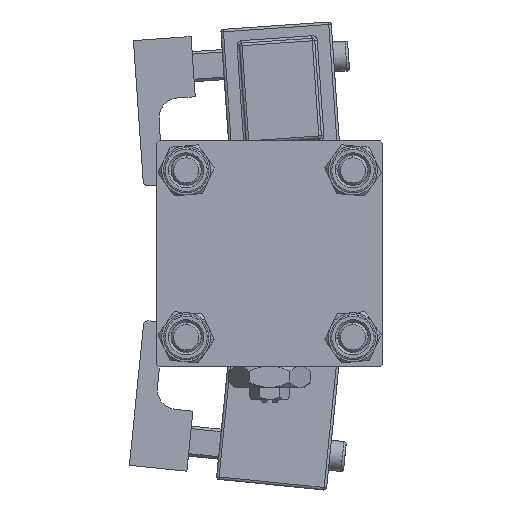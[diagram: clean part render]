
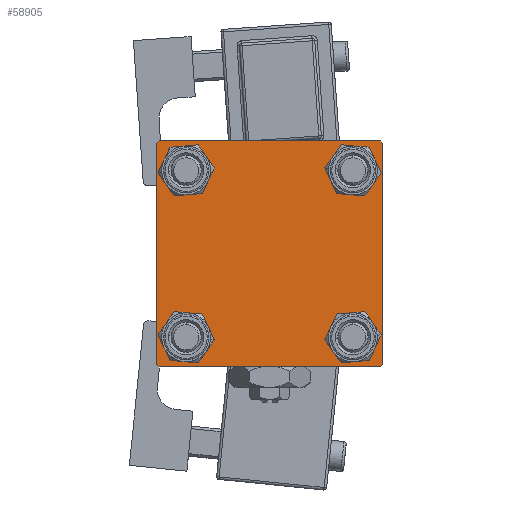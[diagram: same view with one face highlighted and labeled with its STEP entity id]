
A CAD part, left-side view. The second image highlights one B-rep face of the part: STEP entity #58905.
In plain terms, the highlighted planar face has unit normal (-1, 0, 0).
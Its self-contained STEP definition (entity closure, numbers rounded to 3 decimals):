
#538 = EDGE_LOOP ( 'NONE', ( #29571, #26846 ) ) ;
#858 = VERTEX_POINT ( 'NONE', #13205 ) ;
#1405 = CARTESIAN_POINT ( 'NONE',  ( 0., 16.6, 16.6 ) ) ;
#1713 = AXIS2_PLACEMENT_3D ( 'NONE', #57488, #42910, #24179 ) ;
#1794 = DIRECTION ( 'NONE',  ( 1., 0., 0. ) ) ;
#2630 = AXIS2_PLACEMENT_3D ( 'NONE', #13178, #23826, #27718 ) ;
#3384 = VECTOR ( 'NONE', #47198, 1000. ) ;
#3414 = EDGE_CURVE ( 'NONE', #28053, #18136, #46127, .T. ) ;
#3681 = CARTESIAN_POINT ( 'NONE',  ( 0., -22., -22.5 ) ) ;
#3726 = CARTESIAN_POINT ( 'NONE',  ( 0., 22., -22.5 ) ) ;
#4600 = CARTESIAN_POINT ( 'NONE',  ( 0., -22.5, 22. ) ) ;
#4922 = LINE ( 'NONE', #40107, #55232 ) ;
#5342 = EDGE_CURVE ( 'NONE', #24125, #18136, #7794, .T. ) ;
#6449 = LINE ( 'NONE', #54955, #60547 ) ;
#6658 = CIRCLE ( 'NONE', #60356, 3.5 ) ;
#7126 = ORIENTED_EDGE ( 'NONE', *, *, #24724, .T. ) ;
#7129 = AXIS2_PLACEMENT_3D ( 'NONE', #25339, #56329, #41437 ) ;
#7453 = LINE ( 'NONE', #46851, #62293 ) ;
#7503 = EDGE_CURVE ( 'NONE', #57407, #16169, #7453, .T. ) ;
#7570 = LINE ( 'NONE', #52160, #31183 ) ;
#7794 = LINE ( 'NONE', #51421, #3384 ) ;
#7881 = CARTESIAN_POINT ( 'NONE',  ( 0., 16.6, 13.1 ) ) ;
#8458 = DIRECTION ( 'NONE',  ( 0., 0., 1. ) ) ;
#8649 = VECTOR ( 'NONE', #50998, 1000. ) ;
#9035 = VERTEX_POINT ( 'NONE', #16357 ) ;
#9320 = EDGE_CURVE ( 'NONE', #29582, #55023, #6658, .T. ) ;
#9839 = CIRCLE ( 'NONE', #2630, 3.5 ) ;
#9969 = VECTOR ( 'NONE', #48479, 1000. ) ;
#10583 = AXIS2_PLACEMENT_3D ( 'NONE', #22668, #55973, #27193 ) ;
#12251 = ORIENTED_EDGE ( 'NONE', *, *, #3414, .T. ) ;
#12328 = VERTEX_POINT ( 'NONE', #47289 ) ;
#12331 = FACE_BOUND ( 'NONE', #538, .T. ) ;
#13178 = CARTESIAN_POINT ( 'NONE',  ( 0., -16.6, 16.6 ) ) ;
#13205 = CARTESIAN_POINT ( 'NONE',  ( 0., -16.6, 20.1 ) ) ;
#13305 = DIRECTION ( 'NONE',  ( 1., 0., 0. ) ) ;
#13417 = EDGE_CURVE ( 'NONE', #16169, #28053, #6449, .T. ) ;
#13556 = EDGE_CURVE ( 'NONE', #22713, #858, #15154, .T. ) ;
#15154 = CIRCLE ( 'NONE', #1713, 3.5 ) ;
#16169 = VERTEX_POINT ( 'NONE', #3726 ) ;
#16357 = CARTESIAN_POINT ( 'NONE',  ( 0., -16.6, -20.1 ) ) ;
#17473 = DIRECTION ( 'NONE',  ( 0., -0.707, -0.707 ) ) ;
#18136 = VERTEX_POINT ( 'NONE', #43389 ) ;
#19107 = DIRECTION ( 'NONE',  ( 1., 0., 0. ) ) ;
#19522 = AXIS2_PLACEMENT_3D ( 'NONE', #55467, #1794, #31514 ) ;
#19644 = CIRCLE ( 'NONE', #58868, 3.5 ) ;
#19734 = DIRECTION ( 'NONE',  ( 0., -1., 0. ) ) ;
#20273 = CARTESIAN_POINT ( 'NONE',  ( 0., 16.6, -13.1 ) ) ;
#21002 = CARTESIAN_POINT ( 'NONE',  ( 0., 22.5, -22. ) ) ;
#21106 = EDGE_CURVE ( 'NONE', #9035, #32262, #46315, .T. ) ;
#21320 = VERTEX_POINT ( 'NONE', #20273 ) ;
#22349 = FACE_BOUND ( 'NONE', #42108, .T. ) ;
#22626 = CARTESIAN_POINT ( 'NONE',  ( 0., 22., 22.5 ) ) ;
#22668 = CARTESIAN_POINT ( 'NONE',  ( 0., 0., 0. ) ) ;
#22713 = VERTEX_POINT ( 'NONE', #46031 ) ;
#23687 = EDGE_LOOP ( 'NONE', ( #7126, #48295 ) ) ;
#23826 = DIRECTION ( 'NONE',  ( 1., 0., 0. ) ) ;
#23932 = CARTESIAN_POINT ( 'NONE',  ( 0., -22., 22.5 ) ) ;
#24125 = VERTEX_POINT ( 'NONE', #4600 ) ;
#24179 = DIRECTION ( 'NONE',  ( 0., 0., 1. ) ) ;
#24230 = EDGE_CURVE ( 'NONE', #12328, #57407, #4922, .T. ) ;
#24669 = EDGE_CURVE ( 'NONE', #42574, #12328, #36122, .T. ) ;
#24679 = AXIS2_PLACEMENT_3D ( 'NONE', #40115, #35270, #25267 ) ;
#24724 = EDGE_CURVE ( 'NONE', #858, #22713, #9839, .T. ) ;
#24810 = ORIENTED_EDGE ( 'NONE', *, *, #37569, .T. ) ;
#25267 = DIRECTION ( 'NONE',  ( 0., 0., 1. ) ) ;
#25339 = CARTESIAN_POINT ( 'NONE',  ( 0., 16.6, -16.6 ) ) ;
#26846 = ORIENTED_EDGE ( 'NONE', *, *, #44302, .T. ) ;
#27193 = DIRECTION ( 'NONE',  ( 0., 0., 1. ) ) ;
#27718 = DIRECTION ( 'NONE',  ( 0., 0., 1. ) ) ;
#28053 = VERTEX_POINT ( 'NONE', #3681 ) ;
#28603 = EDGE_LOOP ( 'NONE', ( #33247, #49036, #33509, #12251, #35457, #52154, #60695, #61582 ) ) ;
#29571 = ORIENTED_EDGE ( 'NONE', *, *, #9320, .T. ) ;
#29582 = VERTEX_POINT ( 'NONE', #53929 ) ;
#30833 = DIRECTION ( 'NONE',  ( 1., 0., 0. ) ) ;
#31183 = VECTOR ( 'NONE', #32436, 1000. ) ;
#31225 = EDGE_CURVE ( 'NONE', #24125, #56182, #38781, .T. ) ;
#31514 = DIRECTION ( 'NONE',  ( 0., 0., 1. ) ) ;
#31602 = DIRECTION ( 'NONE',  ( 0., 0.707, -0.707 ) ) ;
#32262 = VERTEX_POINT ( 'NONE', #59167 ) ;
#32436 = DIRECTION ( 'NONE',  ( 0., -1., 0. ) ) ;
#33247 = ORIENTED_EDGE ( 'NONE', *, *, #24230, .T. ) ;
#33509 = ORIENTED_EDGE ( 'NONE', *, *, #13417, .T. ) ;
#33620 = CARTESIAN_POINT ( 'NONE',  ( 0., -22.25, 22.25 ) ) ;
#34821 = ORIENTED_EDGE ( 'NONE', *, *, #21106, .T. ) ;
#35007 = CIRCLE ( 'NONE', #7129, 3.5 ) ;
#35270 = DIRECTION ( 'NONE',  ( 1., 0., 0. ) ) ;
#35457 = ORIENTED_EDGE ( 'NONE', *, *, #5342, .F. ) ;
#36122 = LINE ( 'NONE', #61670, #43845 ) ;
#36236 = FACE_BOUND ( 'NONE', #23687, .T. ) ;
#37569 = EDGE_CURVE ( 'NONE', #32262, #9035, #50509, .T. ) ;
#38157 = AXIS2_PLACEMENT_3D ( 'NONE', #43956, #19107, #63713 ) ;
#38781 = LINE ( 'NONE', #33620, #9969 ) ;
#39131 = CARTESIAN_POINT ( 'NONE',  ( 0., 16.6, -16.6 ) ) ;
#40107 = CARTESIAN_POINT ( 'NONE',  ( 0., 22.5, 22.5 ) ) ;
#40115 = CARTESIAN_POINT ( 'NONE',  ( 0., -16.6, -16.6 ) ) ;
#40283 = EDGE_CURVE ( 'NONE', #47082, #21320, #19644, .T. ) ;
#40661 = CARTESIAN_POINT ( 'NONE',  ( 0., 16.6, -20.1 ) ) ;
#40707 = ORIENTED_EDGE ( 'NONE', *, *, #42229, .T. ) ;
#41437 = DIRECTION ( 'NONE',  ( 0., 0., 1. ) ) ;
#42108 = EDGE_LOOP ( 'NONE', ( #24810, #34821 ) ) ;
#42229 = EDGE_CURVE ( 'NONE', #21320, #47082, #35007, .T. ) ;
#42574 = VERTEX_POINT ( 'NONE', #22626 ) ;
#42910 = DIRECTION ( 'NONE',  ( 1., 0., 0. ) ) ;
#43389 = CARTESIAN_POINT ( 'NONE',  ( 0., -22.5, -22. ) ) ;
#43845 = VECTOR ( 'NONE', #31602, 1000. ) ;
#43956 = CARTESIAN_POINT ( 'NONE',  ( 0., 16.6, 16.6 ) ) ;
#44302 = EDGE_CURVE ( 'NONE', #55023, #29582, #56766, .T. ) ;
#46031 = CARTESIAN_POINT ( 'NONE',  ( 0., -16.6, 13.1 ) ) ;
#46127 = LINE ( 'NONE', #50375, #8649 ) ;
#46315 = CIRCLE ( 'NONE', #24679, 3.5 ) ;
#46851 = CARTESIAN_POINT ( 'NONE',  ( 0., 22.25, -22.25 ) ) ;
#47082 = VERTEX_POINT ( 'NONE', #40661 ) ;
#47198 = DIRECTION ( 'NONE',  ( 0., 0., -1. ) ) ;
#47289 = CARTESIAN_POINT ( 'NONE',  ( 0., 22.5, 22. ) ) ;
#48295 = ORIENTED_EDGE ( 'NONE', *, *, #13556, .T. ) ;
#48479 = DIRECTION ( 'NONE',  ( 0., 0.707, 0.707 ) ) ;
#49036 = ORIENTED_EDGE ( 'NONE', *, *, #7503, .T. ) ;
#49152 = EDGE_LOOP ( 'NONE', ( #40707, #49421 ) ) ;
#49421 = ORIENTED_EDGE ( 'NONE', *, *, #40283, .T. ) ;
#49815 = DIRECTION ( 'NONE',  ( 0., 0., -1. ) ) ;
#50235 = DIRECTION ( 'NONE',  ( 0., 0., 1. ) ) ;
#50375 = CARTESIAN_POINT ( 'NONE',  ( 0., -22.25, -22.25 ) ) ;
#50509 = CIRCLE ( 'NONE', #19522, 3.5 ) ;
#50998 = DIRECTION ( 'NONE',  ( 0., -0.707, 0.707 ) ) ;
#51421 = CARTESIAN_POINT ( 'NONE',  ( 0., -22.5, 22.5 ) ) ;
#51753 = PLANE ( 'NONE',  #10583 ) ;
#52154 = ORIENTED_EDGE ( 'NONE', *, *, #31225, .T. ) ;
#52160 = CARTESIAN_POINT ( 'NONE',  ( 0., 22.5, 22.5 ) ) ;
#53929 = CARTESIAN_POINT ( 'NONE',  ( 0., 16.6, 20.1 ) ) ;
#54955 = CARTESIAN_POINT ( 'NONE',  ( 0., 22.5, -22.5 ) ) ;
#55023 = VERTEX_POINT ( 'NONE', #7881 ) ;
#55232 = VECTOR ( 'NONE', #49815, 1000. ) ;
#55467 = CARTESIAN_POINT ( 'NONE',  ( 0., -16.6, -16.6 ) ) ;
#55973 = DIRECTION ( 'NONE',  ( -1., 0., 0. ) ) ;
#56182 = VERTEX_POINT ( 'NONE', #23932 ) ;
#56329 = DIRECTION ( 'NONE',  ( 1., 0., 0. ) ) ;
#56766 = CIRCLE ( 'NONE', #38157, 3.5 ) ;
#57407 = VERTEX_POINT ( 'NONE', #21002 ) ;
#57488 = CARTESIAN_POINT ( 'NONE',  ( 0., -16.6, 16.6 ) ) ;
#58680 = EDGE_CURVE ( 'NONE', #42574, #56182, #7570, .T. ) ;
#58868 = AXIS2_PLACEMENT_3D ( 'NONE', #39131, #13305, #8458 ) ;
#58905 = ADVANCED_FACE ( 'NONE', ( #36236, #22349, #61788, #12331, #61460 ), #51753, .T. ) ;
#59167 = CARTESIAN_POINT ( 'NONE',  ( 0., -16.6, -13.1 ) ) ;
#60356 = AXIS2_PLACEMENT_3D ( 'NONE', #1405, #30833, #50235 ) ;
#60547 = VECTOR ( 'NONE', #19734, 1000. ) ;
#60695 = ORIENTED_EDGE ( 'NONE', *, *, #58680, .F. ) ;
#61460 = FACE_OUTER_BOUND ( 'NONE', #28603, .T. ) ;
#61582 = ORIENTED_EDGE ( 'NONE', *, *, #24669, .T. ) ;
#61670 = CARTESIAN_POINT ( 'NONE',  ( 0., 22.25, 22.25 ) ) ;
#61788 = FACE_BOUND ( 'NONE', #49152, .T. ) ;
#62293 = VECTOR ( 'NONE', #17473, 1000. ) ;
#63713 = DIRECTION ( 'NONE',  ( 0., 0., 1. ) ) ;
